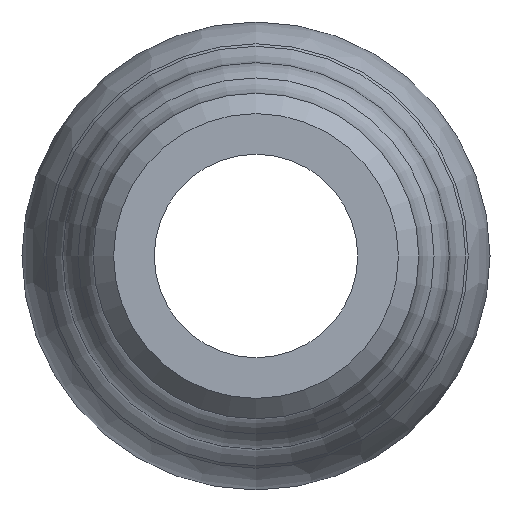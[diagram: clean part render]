
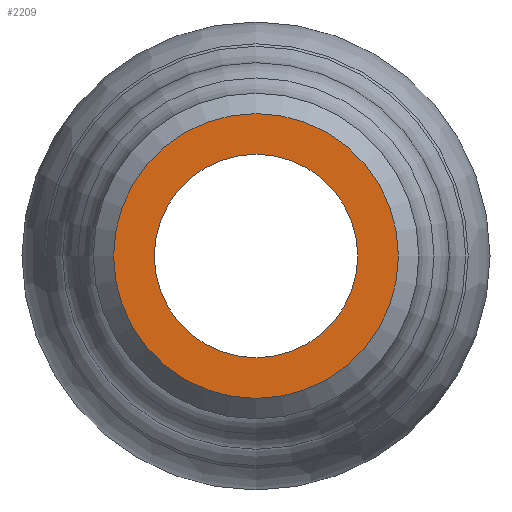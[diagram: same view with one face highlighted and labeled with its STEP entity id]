
A CAD part, front view. The second image highlights one B-rep face of the part: STEP entity #2209.
In plain terms, the highlighted planar face has unit normal (0, -1, 0).
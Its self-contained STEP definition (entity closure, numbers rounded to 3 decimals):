
#43=CIRCLE('',#2315,2.5);
#44=CIRCLE('',#2316,3.5);
#1064=ORIENTED_EDGE('',*,*,#1390,.F.);
#1065=ORIENTED_EDGE('',*,*,#1391,.T.);
#1390=EDGE_CURVE('',#1600,#1600,#43,.T.);
#1391=EDGE_CURVE('',#1601,#1601,#44,.T.);
#1600=VERTEX_POINT('',#6033);
#1601=VERTEX_POINT('',#6035);
#1828=EDGE_LOOP('',(#1064));
#1829=EDGE_LOOP('',(#1065));
#1992=FACE_BOUND('',#1828,.T.);
#1993=FACE_BOUND('',#1829,.T.);
#2097=PLANE('',#2314);
#2209=ADVANCED_FACE('',(#1992,#1993),#2097,.F.);
#2314=AXIS2_PLACEMENT_3D('',#6031,#2693,#2694);
#2315=AXIS2_PLACEMENT_3D('',#6032,#2695,#2696);
#2316=AXIS2_PLACEMENT_3D('',#6034,#2697,#2698);
#2693=DIRECTION('',(0.,1.,0.));
#2694=DIRECTION('',(0.,0.,1.));
#2695=DIRECTION('',(0.,-1.,0.));
#2696=DIRECTION('',(0.,0.,-1.));
#2697=DIRECTION('',(0.,-1.,0.));
#2698=DIRECTION('',(0.,0.,1.));
#6031=CARTESIAN_POINT('',(-4.,0.,0.));
#6032=CARTESIAN_POINT('',(0.,0.,0.));
#6033=CARTESIAN_POINT('',(0.,0.,-2.5));
#6034=CARTESIAN_POINT('',(0.,0.,0.));
#6035=CARTESIAN_POINT('',(0.,0.,3.5));
